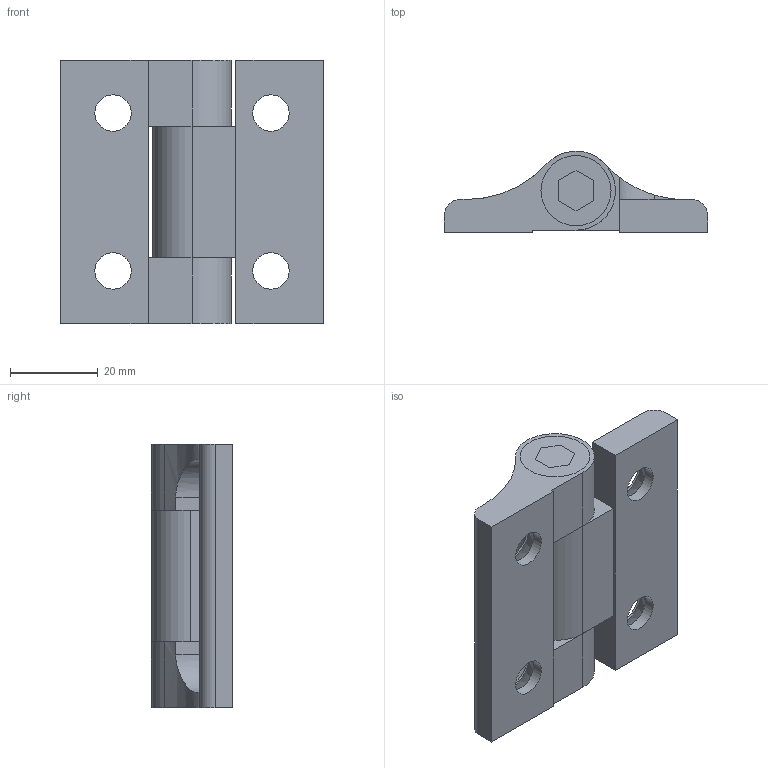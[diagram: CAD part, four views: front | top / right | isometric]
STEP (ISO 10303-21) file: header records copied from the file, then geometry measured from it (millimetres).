
FILE_DESCRIPTION(('STEP AP214'),'1');
FILE_NAME('HALDERN_EH_25160_0410.stp','2020-02-28T09:42:44',('TraceParts'),('TraceParts S.A.'),'Spatial InterOp 3D',' ',' ');
FILE_SCHEMA(('AUTOMOTIVE_DESIGN { 1 0 10303 214 1 1 1 1 }'));
Length unit declared in the file: millimetre
Products named in the file (1): HALDERN_EH_25160_0410_1
Bounding box: 60 x 18.5 x 60 mm (x, y, z)
Volume: 32617.8 mm3; surface area: 19729.4 mm2
Topology: 4 solids, 4 shells, 109 faces, 271 edges, 175 vertices
Faces by surface type: plane 52, cylinder 47, cone 8, torus 2
Entity records: 4288 total; most frequent: CARTESIAN_POINT 673, DIRECTION 594, ORIENTED_EDGE 542, EDGE_CURVE 271, AXIS2_PLACEMENT_3D 214, VERTEX_POINT 175, LINE 166, VECTOR 166
